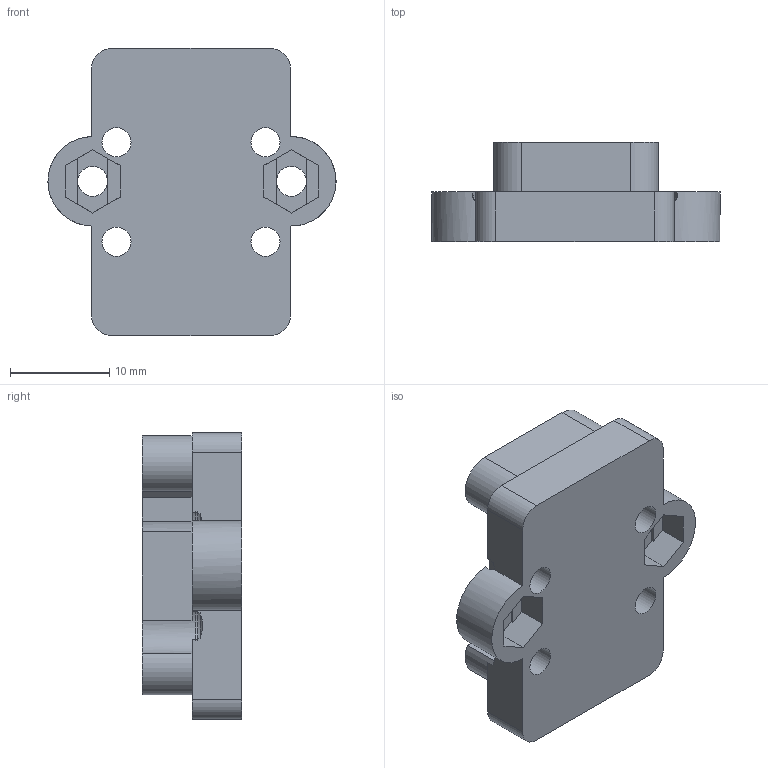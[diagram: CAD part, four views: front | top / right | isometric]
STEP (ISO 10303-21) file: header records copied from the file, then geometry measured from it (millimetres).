
FILE_DESCRIPTION(/* description */ ('STEP AP242','CAx-IF Rec.Pracs.---Representation and Presentation of Product Manufacturing Information (PMI)---4.0---2014-10-13','CAx-IF Rec.Pracs.---3D Tessellated Geometry---0.4---2014-09-14','2;1'),/* implementation_level */ '2;1');
FILE_NAME(/* name */ '62cc3b10ad71cd526ae643b2',/* time_stamp */ '2022-07-11T15:00:34+00:00',/* author */ (''),/* organization */ (''),/* preprocessor_version */ 'ST-DEVELOPER v18.102',/* originating_system */ ' ',/* authorisation */ ' ');
FILE_SCHEMA (('AP242_MANAGED_MODEL_BASED_3D_ENGINEERING_MIM_LF { 1 0 10303 442 1 1 4 }'));
Length unit declared in the file: metre
Products named in the file (1): AdaptadorMGN9
Bounding box: 29 x 10 x 28.9 mm (x, y, z)
Volume: 4302.7 mm3; surface area: 2517.4 mm2
Topology: 1 solids, 1 shells, 125 faces, 360 edges, 238 vertices
Faces by surface type: plane 65, bspline 28, cylinder 24, cone 8
Full cylindrical faces by diameter (mm): 2.927 x4, 3 x2
Entity records: 4124 total; most frequent: CARTESIAN_POINT 1074, ORIENTED_EDGE 684, DIRECTION 518, EDGE_CURVE 342, VERTEX_POINT 230, LINE 206, VECTOR 206, AXIS2_PLACEMENT_3D 156
